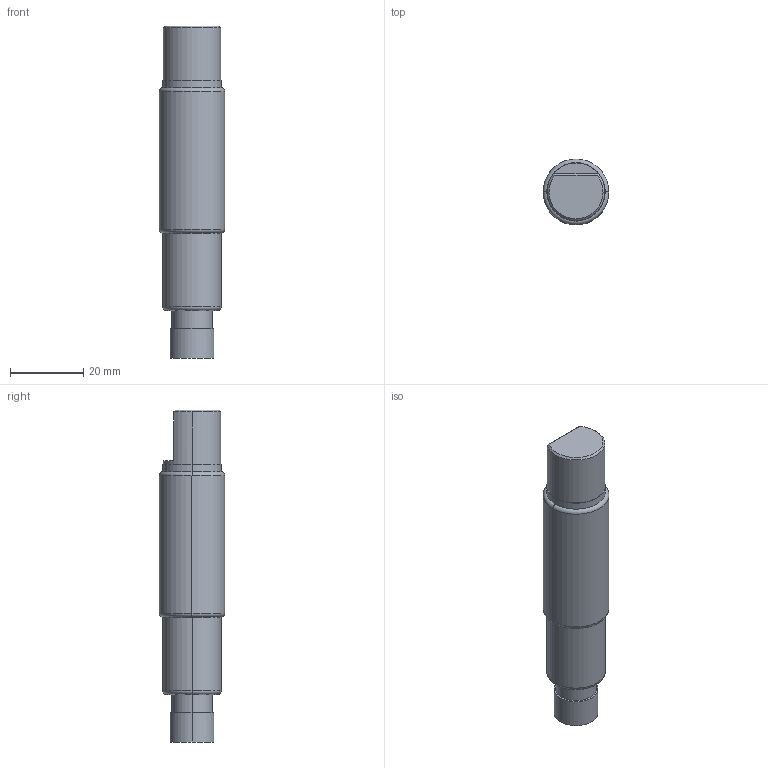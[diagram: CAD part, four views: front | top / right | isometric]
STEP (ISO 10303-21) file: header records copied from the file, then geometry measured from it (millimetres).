
FILE_DESCRIPTION((''),'2;1');
FILE_NAME('VL18_F400375A','2006-05-11T',('Pepperl+Fuchs'),('Industriehansa'),'PRO/ENGINEER BY PARAMETRIC TECHNOLOGY CORPORATION, 2005290','PRO/ENGINEER BY PARAMETRIC TECHNOLOGY CORPORATION, 2005290','');
FILE_SCHEMA(('AUTOMOTIVE_DESIGN_CC2 { 1 2 10303 214 -1 1 5 2 }'));
Length unit declared in the file: millimetre
Products named in the file (1): VL18_F400375A
Bounding box: 18 x 18 x 90.9 mm (x, y, z)
Volume: 18710.7 mm3; surface area: 5065.6 mm2
Topology: 1 solids, 1 shells, 27 faces, 66 edges, 56 vertices
Faces by surface type: cylinder 12, plane 8, torus 6, cone 1
Entity records: 1138 total; most frequent: DIRECTION 155, CARTESIAN_POINT 137, ORIENTED_EDGE 108, PRESENTATION_STYLE_ASSIGNMENT 79, STYLED_ITEM 73, CURVE_STYLE 68, AXIS2_PLACEMENT_3D 63, EDGE_CURVE 54
